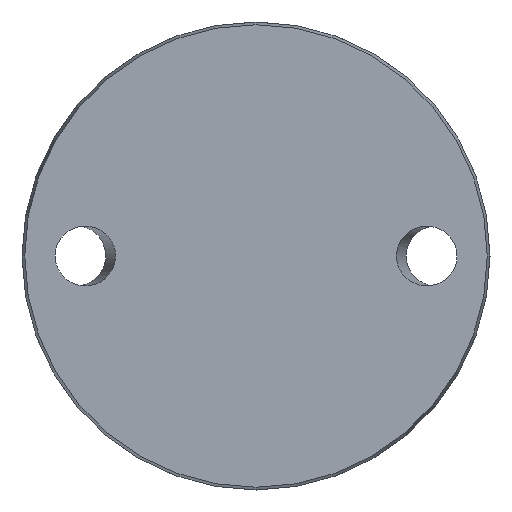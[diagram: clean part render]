
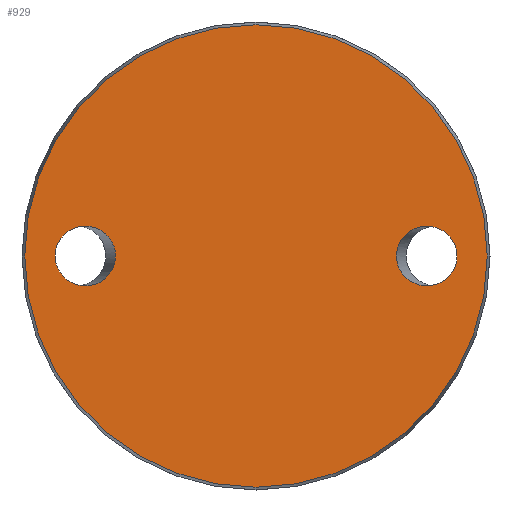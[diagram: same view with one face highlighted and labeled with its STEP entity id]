
A CAD part, front view. The second image highlights one B-rep face of the part: STEP entity #929.
In plain terms, the highlighted planar face has unit normal (0, -1, 0).
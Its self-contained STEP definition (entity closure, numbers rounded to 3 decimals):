
#28 = ORIENTED_EDGE ( 'NONE', *, *, #284, .T. ) ;
#75 = CARTESIAN_POINT ( 'NONE',  ( -42.087, 0., 0. ) ) ;
#91 = VERTEX_POINT ( 'NONE', #403 ) ;
#101 = EDGE_CURVE ( 'NONE', #879, #879, #260, .T. ) ;
#106 = AXIS2_PLACEMENT_3D ( 'NONE', #807, #963, #961 ) ;
#115 = VERTEX_POINT ( 'NONE', #360 ) ;
#154 = ORIENTED_EDGE ( 'NONE', *, *, #802, .T. ) ;
#227 = CARTESIAN_POINT ( 'NONE',  ( 0., 0., 0. ) ) ;
#248 = PLANE ( 'NONE',  #106 ) ;
#260 =( BOUNDED_CURVE ( )  B_SPLINE_CURVE ( 3, ( #907, #898, #653, #993, #431, #973, #666 ),
 .UNSPECIFIED., .T., .T. ) 
 B_SPLINE_CURVE_WITH_KNOTS ( ( 4, 3, 4 ),
 ( 0., 3.142, 6.283 ),
 .UNSPECIFIED. ) 
 CURVE ( )  GEOMETRIC_REPRESENTATION_ITEM ( )  RATIONAL_B_SPLINE_CURVE ( ( 1., 0.333, 0.333, 1., 0.333, 0.333, 1. ) ) 
 REPRESENTATION_ITEM ( '' )  );
#284 = EDGE_CURVE ( 'NONE', #91, #91, #415, .T. ) ;
#313 = CARTESIAN_POINT ( 'NONE',  ( -42.087, 0., -12.5 ) ) ;
#360 = CARTESIAN_POINT ( 'NONE',  ( -42.087, 0., 0. ) ) ;
#389 = CARTESIAN_POINT ( 'NONE',  ( -29.413, 0., -12.5 ) ) ;
#403 = CARTESIAN_POINT ( 'NONE',  ( 0., 0., -48.425 ) ) ;
#415 = CIRCLE ( 'NONE', #863, 48.425 ) ;
#422 = FACE_BOUND ( 'NONE', #839, .T. ) ;
#431 = CARTESIAN_POINT ( 'NONE',  ( 42.087, 0., 12.5 ) ) ;
#437 = DIRECTION ( 'NONE',  ( 0., 0., -1. ) ) ;
#479 = CARTESIAN_POINT ( 'NONE',  ( 29.413, 0., 0. ) ) ;
#485 = FACE_OUTER_BOUND ( 'NONE', #895, .T. ) ;
#492 = FACE_BOUND ( 'NONE', #541, .T. ) ;
#541 = EDGE_LOOP ( 'NONE', ( #154 ) ) ;
#653 = CARTESIAN_POINT ( 'NONE',  ( 42.087, 0., -12.5 ) ) ;
#666 = CARTESIAN_POINT ( 'NONE',  ( 29.413, 0., 0. ) ) ;
#702 = CARTESIAN_POINT ( 'NONE',  ( -42.087, 0., 0. ) ) ;
#771 = CARTESIAN_POINT ( 'NONE',  ( -29.413, 0., 0. ) ) ;
#787 = CARTESIAN_POINT ( 'NONE',  ( -29.413, 0., 12.5 ) ) ;
#802 = EDGE_CURVE ( 'NONE', #115, #115, #1005, .T. ) ;
#807 = CARTESIAN_POINT ( 'NONE',  ( -48.425, 0., 0. ) ) ;
#839 = EDGE_LOOP ( 'NONE', ( #1002 ) ) ;
#851 = DIRECTION ( 'NONE',  ( 0., -1., 0. ) ) ;
#863 = AXIS2_PLACEMENT_3D ( 'NONE', #227, #851, #437 ) ;
#879 = VERTEX_POINT ( 'NONE', #479 ) ;
#895 = EDGE_LOOP ( 'NONE', ( #28 ) ) ;
#898 = CARTESIAN_POINT ( 'NONE',  ( 29.413, 0., -12.5 ) ) ;
#907 = CARTESIAN_POINT ( 'NONE',  ( 29.413, 0., 0. ) ) ;
#929 = ADVANCED_FACE ( 'NONE', ( #492, #422, #485 ), #248, .F. ) ;
#961 = DIRECTION ( 'NONE',  ( 0., 0., 1. ) ) ;
#963 = DIRECTION ( 'NONE',  ( 0., 1., 0. ) ) ;
#973 = CARTESIAN_POINT ( 'NONE',  ( 29.413, 0., 12.5 ) ) ;
#993 = CARTESIAN_POINT ( 'NONE',  ( 42.087, 0., 0. ) ) ;
#1002 = ORIENTED_EDGE ( 'NONE', *, *, #101, .F. ) ;
#1005 =( BOUNDED_CURVE ( )  B_SPLINE_CURVE ( 3, ( #75, #1019, #787, #771, #389, #313, #702 ),
 .UNSPECIFIED., .T., .T. ) 
 B_SPLINE_CURVE_WITH_KNOTS ( ( 4, 3, 4 ),
 ( 0., 3.142, 6.283 ),
 .UNSPECIFIED. ) 
 CURVE ( )  GEOMETRIC_REPRESENTATION_ITEM ( )  RATIONAL_B_SPLINE_CURVE ( ( 1., 0.333, 0.333, 1., 0.333, 0.333, 1. ) ) 
 REPRESENTATION_ITEM ( '' )  );
#1019 = CARTESIAN_POINT ( 'NONE',  ( -42.087, 0., 12.5 ) ) ;
